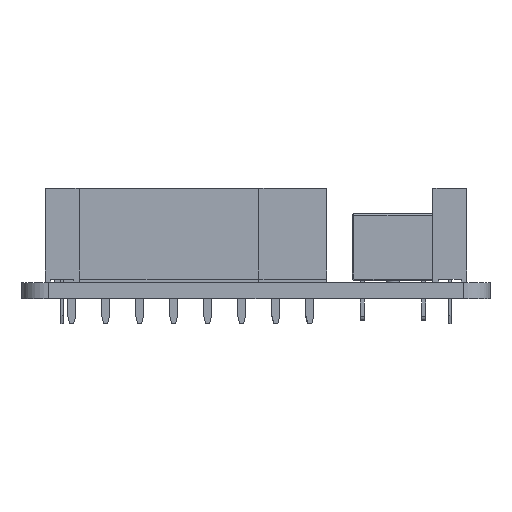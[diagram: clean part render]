
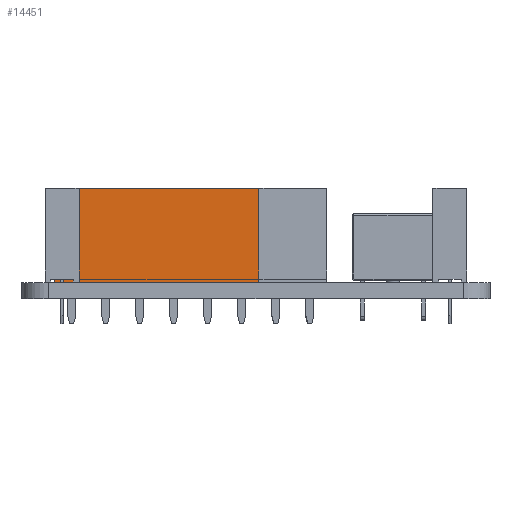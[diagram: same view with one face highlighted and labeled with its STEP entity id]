
A CAD part, front view. The second image highlights one B-rep face of the part: STEP entity #14451.
In plain terms, the highlighted face is planar.
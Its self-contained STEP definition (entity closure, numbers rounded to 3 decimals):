
#14451 = ADVANCED_FACE('',(#14452),#14486,.F.);
#14452 = FACE_BOUND('',#14453,.F.);
#14453 = EDGE_LOOP('',(#14454,#14464,#14472,#14480));
#14454 = ORIENTED_EDGE('',*,*,#14455,.T.);
#14455 = EDGE_CURVE('',#14456,#14458,#14460,.T.);
#14456 = VERTEX_POINT('',#14457);
#14457 = CARTESIAN_POINT('',(1.27,-19.05,0.));
#14458 = VERTEX_POINT('',#14459);
#14459 = CARTESIAN_POINT('',(1.27,-19.05,7.));
#14460 = LINE('',#14461,#14462);
#14461 = CARTESIAN_POINT('',(1.27,-19.05,0.));
#14462 = VECTOR('',#14463,1.);
#14463 = DIRECTION('',(0.,0.,1.));
#14464 = ORIENTED_EDGE('',*,*,#14465,.T.);
#14465 = EDGE_CURVE('',#14458,#14466,#14468,.T.);
#14466 = VERTEX_POINT('',#14467);
#14467 = CARTESIAN_POINT('',(1.27,1.27,7.));
#14468 = LINE('',#14469,#14470);
#14469 = CARTESIAN_POINT('',(1.27,-19.05,7.));
#14470 = VECTOR('',#14471,1.);
#14471 = DIRECTION('',(0.,1.,0.));
#14472 = ORIENTED_EDGE('',*,*,#14473,.F.);
#14473 = EDGE_CURVE('',#14474,#14466,#14476,.T.);
#14474 = VERTEX_POINT('',#14475);
#14475 = CARTESIAN_POINT('',(1.27,1.27,0.));
#14476 = LINE('',#14477,#14478);
#14477 = CARTESIAN_POINT('',(1.27,1.27,0.));
#14478 = VECTOR('',#14479,1.);
#14479 = DIRECTION('',(0.,0.,1.));
#14480 = ORIENTED_EDGE('',*,*,#14481,.F.);
#14481 = EDGE_CURVE('',#14456,#14474,#14482,.T.);
#14482 = LINE('',#14483,#14484);
#14483 = CARTESIAN_POINT('',(1.27,-19.05,0.));
#14484 = VECTOR('',#14485,1.);
#14485 = DIRECTION('',(0.,1.,0.));
#14486 = PLANE('',#14487);
#14487 = AXIS2_PLACEMENT_3D('',#14488,#14489,#14490);
#14488 = CARTESIAN_POINT('',(1.27,-19.05,0.));
#14489 = DIRECTION('',(-1.,0.,0.));
#14490 = DIRECTION('',(0.,1.,0.));
